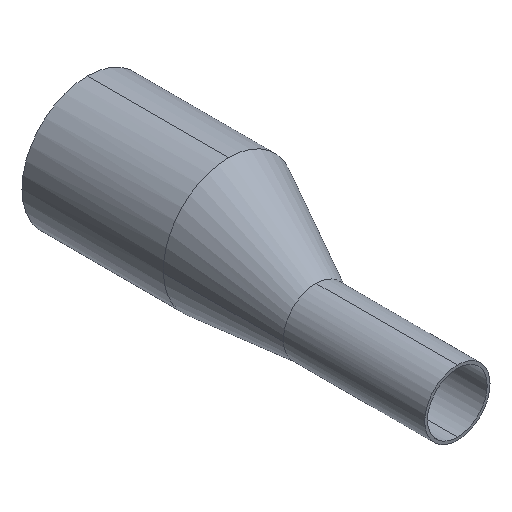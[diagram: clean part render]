
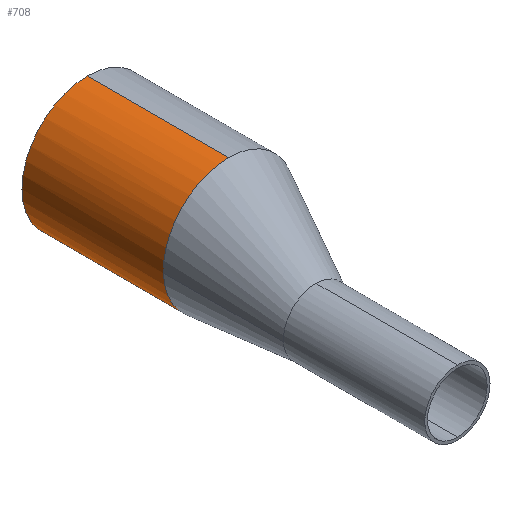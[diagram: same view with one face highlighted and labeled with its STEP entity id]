
A CAD part, isometric view. The second image highlights one B-rep face of the part: STEP entity #708.
In plain terms, the highlighted cylindrical face has radius 38.1 mm (diameter 76.2 mm), a partial arc.
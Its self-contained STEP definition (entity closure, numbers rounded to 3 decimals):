
#32 = VERTEX_POINT ( 'NONE', #74 ) ;
#74 = CARTESIAN_POINT ( 'NONE',  ( 19.05, 152.5, 38.1 ) ) ;
#104 = DIRECTION ( 'NONE',  ( 0., 1., 0. ) ) ;
#118 = ORIENTED_EDGE ( 'NONE', *, *, #500, .T. ) ;
#126 = CARTESIAN_POINT ( 'NONE',  ( 19.05, 152.5, -38.1 ) ) ;
#152 = CYLINDRICAL_SURFACE ( 'NONE', #629, 38.1 ) ;
#158 = VERTEX_POINT ( 'NONE', #1035 ) ;
#159 = DIRECTION ( 'NONE',  ( 0., 1., 0. ) ) ;
#160 = VECTOR ( 'NONE', #713, 1000. ) ;
#189 = DIRECTION ( 'NONE',  ( 0., 0., 1. ) ) ;
#190 = EDGE_CURVE ( 'NONE', #32, #551, #295, .T. ) ;
#192 = VERTEX_POINT ( 'NONE', #776 ) ;
#236 = ORIENTED_EDGE ( 'NONE', *, *, #190, .F. ) ;
#247 = AXIS2_PLACEMENT_3D ( 'NONE', #865, #347, #524 ) ;
#266 = VERTEX_POINT ( 'NONE', #321 ) ;
#281 = DIRECTION ( 'NONE',  ( 0., -1., 0. ) ) ;
#295 = LINE ( 'NONE', #1125, #685 ) ;
#321 = CARTESIAN_POINT ( 'NONE',  ( 19.05, 152.5, -38.1 ) ) ;
#330 = ORIENTED_EDGE ( 'NONE', *, *, #1070, .F. ) ;
#347 = DIRECTION ( 'NONE',  ( 0., 1., 0. ) ) ;
#352 = LINE ( 'NONE', #126, #160 ) ;
#358 = CARTESIAN_POINT ( 'NONE',  ( 19.05, 152.5, 0. ) ) ;
#380 = ORIENTED_EDGE ( 'NONE', *, *, #1013, .T. ) ;
#430 = AXIS2_PLACEMENT_3D ( 'NONE', #358, #104, #189 ) ;
#500 = EDGE_CURVE ( 'NONE', #158, #551, #836, .T. ) ;
#506 = DIRECTION ( 'NONE',  ( 0., -1., 0. ) ) ;
#524 = DIRECTION ( 'NONE',  ( 0., 0., 1. ) ) ;
#551 = VERTEX_POINT ( 'NONE', #887 ) ;
#557 = CIRCLE ( 'NONE', #430, 38.1 ) ;
#581 = CARTESIAN_POINT ( 'NONE',  ( 19.05, 70., 0. ) ) ;
#607 = ORIENTED_EDGE ( 'NONE', *, *, #847, .T. ) ;
#626 = DIRECTION ( 'NONE',  ( 0., 0., -1. ) ) ;
#629 = AXIS2_PLACEMENT_3D ( 'NONE', #1063, #281, #626 ) ;
#685 = VECTOR ( 'NONE', #506, 1000. ) ;
#708 = ADVANCED_FACE ( 'NONE', ( #1044 ), #152, .T. ) ;
#713 = DIRECTION ( 'NONE',  ( 0., -1., 0. ) ) ;
#761 = CIRCLE ( 'NONE', #1080, 38.1 ) ;
#776 = CARTESIAN_POINT ( 'NONE',  ( 19.05, 70., -38.1 ) ) ;
#799 = EDGE_LOOP ( 'NONE', ( #236, #330, #607, #380, #118 ) ) ;
#836 = CIRCLE ( 'NONE', #247, 38.1 ) ;
#847 = EDGE_CURVE ( 'NONE', #266, #192, #352, .T. ) ;
#865 = CARTESIAN_POINT ( 'NONE',  ( 19.05, 70., 0. ) ) ;
#887 = CARTESIAN_POINT ( 'NONE',  ( 19.05, 70., 38.1 ) ) ;
#946 = DIRECTION ( 'NONE',  ( 0., 0., 1. ) ) ;
#1013 = EDGE_CURVE ( 'NONE', #192, #158, #761, .T. ) ;
#1035 = CARTESIAN_POINT ( 'NONE',  ( -19.03, 70., -1.245 ) ) ;
#1044 = FACE_OUTER_BOUND ( 'NONE', #799, .T. ) ;
#1063 = CARTESIAN_POINT ( 'NONE',  ( 19.05, 152.5, 0. ) ) ;
#1070 = EDGE_CURVE ( 'NONE', #266, #32, #557, .T. ) ;
#1080 = AXIS2_PLACEMENT_3D ( 'NONE', #581, #159, #946 ) ;
#1125 = CARTESIAN_POINT ( 'NONE',  ( 19.05, 152.5, 38.1 ) ) ;
